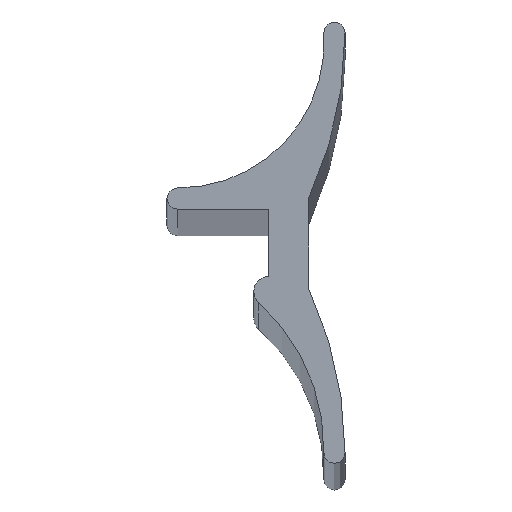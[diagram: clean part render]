
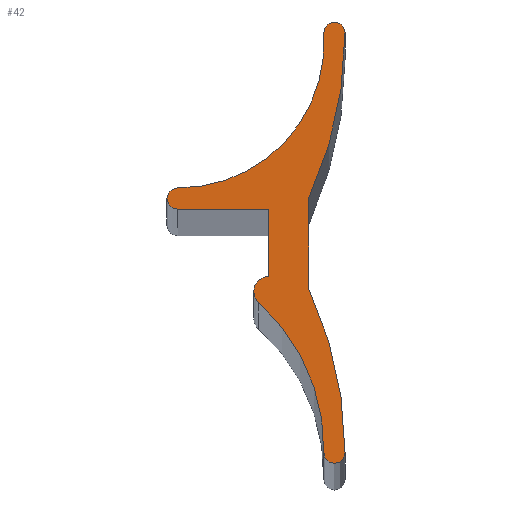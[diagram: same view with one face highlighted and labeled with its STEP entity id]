
A CAD part, top view. The second image highlights one B-rep face of the part: STEP entity #42.
In plain terms, the highlighted planar face has unit normal (0, 0, 1).
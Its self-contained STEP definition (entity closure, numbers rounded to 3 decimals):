
#6 = ORIENTED_EDGE ( 'NONE', *, *, #443, .F. ) ;
#22 = DIRECTION ( 'NONE',  ( 0., 0., -1. ) ) ;
#25 = ORIENTED_EDGE ( 'NONE', *, *, #529, .F. ) ;
#30 = CIRCLE ( 'NONE', #585, 0.35 ) ;
#32 = EDGE_CURVE ( 'NONE', #426, #399, #294, .T. ) ;
#35 = AXIS2_PLACEMENT_3D ( 'NONE', #206, #22, #470 ) ;
#40 = CARTESIAN_POINT ( 'NONE',  ( 12.15, 2., 500. ) ) ;
#42 = ADVANCED_FACE ( 'NONE', ( #329 ), #365, .F. ) ;
#45 = DIRECTION ( 'NONE',  ( -1., 0., 0. ) ) ;
#51 = VERTEX_POINT ( 'NONE', #221 ) ;
#53 = EDGE_CURVE ( 'NONE', #509, #161, #219, .T. ) ;
#56 = ORIENTED_EDGE ( 'NONE', *, *, #53, .F. ) ;
#59 = DIRECTION ( 'NONE',  ( -1., 0., 0. ) ) ;
#66 = EDGE_CURVE ( 'NONE', #362, #441, #324, .T. ) ;
#67 = ORIENTED_EDGE ( 'NONE', *, *, #293, .F. ) ;
#68 = VERTEX_POINT ( 'NONE', #91 ) ;
#77 = DIRECTION ( 'NONE',  ( -1., 0., 0. ) ) ;
#78 = CARTESIAN_POINT ( 'NONE',  ( 11.8, 2., 500. ) ) ;
#81 = CIRCLE ( 'NONE', #183, 0.35 ) ;
#85 = CARTESIAN_POINT ( 'NONE',  ( 7., 10., 500. ) ) ;
#87 = VECTOR ( 'NONE', #582, 1000. ) ;
#90 = DIRECTION ( 'NONE',  ( 0., 0., -1. ) ) ;
#91 = CARTESIAN_POINT ( 'NONE',  ( 11.8, 15.8, 500. ) ) ;
#105 = ORIENTED_EDGE ( 'NONE', *, *, #549, .F. ) ;
#115 = CIRCLE ( 'NONE', #457, 12.753 ) ;
#124 = CARTESIAN_POINT ( 'NONE',  ( 12.5, 2., 500. ) ) ;
#125 = EDGE_CURVE ( 'NONE', #146, #270, #398, .T. ) ;
#126 = CARTESIAN_POINT ( 'NONE',  ( 6.65, 10.35, 500. ) ) ;
#129 = CIRCLE ( 'NONE', #544, 0.35 ) ;
#130 = CARTESIAN_POINT ( 'NONE',  ( 9.667, 6.927, 500. ) ) ;
#131 = DIRECTION ( 'NONE',  ( 0., 0., -1. ) ) ;
#134 = DIRECTION ( 'NONE',  ( -1., 0., 0. ) ) ;
#136 = DIRECTION ( 'NONE',  ( -1., 0., 0. ) ) ;
#144 = CIRCLE ( 'NONE', #35, 0.5 ) ;
#145 = CARTESIAN_POINT ( 'NONE',  ( 12.15, 2., 500. ) ) ;
#146 = VERTEX_POINT ( 'NONE', #506 ) ;
#161 = VERTEX_POINT ( 'NONE', #559 ) ;
#170 = CARTESIAN_POINT ( 'NONE',  ( 11.801, 15.777, 500. ) ) ;
#176 = DIRECTION ( 'NONE',  ( -1., 0., 0. ) ) ;
#177 = ORIENTED_EDGE ( 'NONE', *, *, #589, .F. ) ;
#180 = CARTESIAN_POINT ( 'NONE',  ( 5.419, 10., 500. ) ) ;
#181 = DIRECTION ( 'NONE',  ( -1., 0., 0. ) ) ;
#183 = AXIS2_PLACEMENT_3D ( 'NONE', #145, #191, #420 ) ;
#186 = DIRECTION ( 'NONE',  ( 0., 0., -1. ) ) ;
#189 = ORIENTED_EDGE ( 'NONE', *, *, #202, .F. ) ;
#191 = DIRECTION ( 'NONE',  ( 0., 0., -1. ) ) ;
#196 = CARTESIAN_POINT ( 'NONE',  ( 10., 2.163, 500. ) ) ;
#197 = ORIENTED_EDGE ( 'NONE', *, *, #486, .F. ) ;
#201 = DIRECTION ( 'NONE',  ( 0., 0., 1. ) ) ;
#202 = EDGE_CURVE ( 'NONE', #51, #416, #385, .T. ) ;
#205 = DIRECTION ( 'NONE',  ( 0., 0., -1. ) ) ;
#206 = CARTESIAN_POINT ( 'NONE',  ( 10., 7.3, 500. ) ) ;
#210 = LINE ( 'NONE', #180, #317 ) ;
#219 = LINE ( 'NONE', #266, #87 ) ;
#221 = CARTESIAN_POINT ( 'NONE',  ( 11.8, 2.008, 500. ) ) ;
#222 = EDGE_CURVE ( 'NONE', #355, #146, #144, .T. ) ;
#230 = DIRECTION ( 'NONE',  ( 0., 0., -1. ) ) ;
#237 = AXIS2_PLACEMENT_3D ( 'NONE', #40, #230, #181 ) ;
#244 = AXIS2_PLACEMENT_3D ( 'NONE', #361, #411, #45 ) ;
#247 = CIRCLE ( 'NONE', #468, 12.976 ) ;
#258 = CARTESIAN_POINT ( 'NONE',  ( 12.5, 15.8, 500. ) ) ;
#261 = EDGE_LOOP ( 'NONE', ( #271, #197, #56, #67, #384, #581, #393, #6, #263, #25, #344, #346, #105, #189, #177 ) ) ;
#263 = ORIENTED_EDGE ( 'NONE', *, *, #515, .F. ) ;
#265 = CARTESIAN_POINT ( 'NONE',  ( 7., 10.35, 500. ) ) ;
#266 = CARTESIAN_POINT ( 'NONE',  ( 11.3, 2.163, 500. ) ) ;
#270 = VERTEX_POINT ( 'NONE', #563 ) ;
#271 = ORIENTED_EDGE ( 'NONE', *, *, #32, .F. ) ;
#274 = CARTESIAN_POINT ( 'NONE',  ( 11.3, 10.35, 500. ) ) ;
#282 = CIRCLE ( 'NONE', #334, 0.35 ) ;
#293 = EDGE_CURVE ( 'NONE', #352, #509, #247, .T. ) ;
#294 = CIRCLE ( 'NONE', #237, 0.35 ) ;
#300 = AXIS2_PLACEMENT_3D ( 'NONE', #367, #186, #448 ) ;
#306 = DIRECTION ( 'NONE',  ( 0., 0., -1. ) ) ;
#317 = VECTOR ( 'NONE', #446, 1000. ) ;
#324 = CIRCLE ( 'NONE', #378, 4.769 ) ;
#329 = FACE_OUTER_BOUND ( 'NONE', #261, .T. ) ;
#334 = AXIS2_PLACEMENT_3D ( 'NONE', #407, #588, #136 ) ;
#337 = AXIS2_PLACEMENT_3D ( 'NONE', #447, #131, #176 ) ;
#344 = ORIENTED_EDGE ( 'NONE', *, *, #125, .F. ) ;
#346 = ORIENTED_EDGE ( 'NONE', *, *, #222, .F. ) ;
#352 = VERTEX_POINT ( 'NONE', #258 ) ;
#353 = CIRCLE ( 'NONE', #244, 0.35 ) ;
#355 = VERTEX_POINT ( 'NONE', #522 ) ;
#361 = CARTESIAN_POINT ( 'NONE',  ( 12.15, 15.8, 500. ) ) ;
#362 = VERTEX_POINT ( 'NONE', #170 ) ;
#365 = PLANE ( 'NONE',  #337 ) ;
#367 = CARTESIAN_POINT ( 'NONE',  ( 10., 7.3, 500. ) ) ;
#378 = AXIS2_PLACEMENT_3D ( 'NONE', #505, #561, #59 ) ;
#379 = DIRECTION ( 'NONE',  ( 0., 1., 0. ) ) ;
#383 = DIRECTION ( 'NONE',  ( -1., 0., 0. ) ) ;
#384 = ORIENTED_EDGE ( 'NONE', *, *, #495, .F. ) ;
#385 = CIRCLE ( 'NONE', #429, 6.383 ) ;
#392 = CARTESIAN_POINT ( 'NONE',  ( 5.419, 2.163, 500. ) ) ;
#393 = ORIENTED_EDGE ( 'NONE', *, *, #66, .T. ) ;
#395 = CARTESIAN_POINT ( 'NONE',  ( 7.003, 10.7, 500. ) ) ;
#398 = LINE ( 'NONE', #196, #578 ) ;
#399 = VERTEX_POINT ( 'NONE', #78 ) ;
#403 = DIRECTION ( 'NONE',  ( 0., 0., -1. ) ) ;
#407 = CARTESIAN_POINT ( 'NONE',  ( 7., 10.35, 500. ) ) ;
#411 = DIRECTION ( 'NONE',  ( 0., 0., -1. ) ) ;
#416 = VERTEX_POINT ( 'NONE', #130 ) ;
#419 = VERTEX_POINT ( 'NONE', #126 ) ;
#420 = DIRECTION ( 'NONE',  ( -1., 0., 0. ) ) ;
#426 = VERTEX_POINT ( 'NONE', #124 ) ;
#429 = AXIS2_PLACEMENT_3D ( 'NONE', #392, #201, #77 ) ;
#435 = DIRECTION ( 'NONE',  ( -1., 0., 0. ) ) ;
#441 = VERTEX_POINT ( 'NONE', #395 ) ;
#443 = EDGE_CURVE ( 'NONE', #419, #441, #30, .T. ) ;
#446 = DIRECTION ( 'NONE',  ( -1., 0., 0. ) ) ;
#447 = CARTESIAN_POINT ( 'NONE',  ( 5.419, 2.163, 500. ) ) ;
#448 = DIRECTION ( 'NONE',  ( -1., 0., 0. ) ) ;
#457 = AXIS2_PLACEMENT_3D ( 'NONE', #577, #306, #524 ) ;
#468 = AXIS2_PLACEMENT_3D ( 'NONE', #475, #205, #383 ) ;
#470 = DIRECTION ( 'NONE',  ( -1., 0., 0. ) ) ;
#475 = CARTESIAN_POINT ( 'NONE',  ( -0.476, 15.8, 500. ) ) ;
#481 = VERTEX_POINT ( 'NONE', #85 ) ;
#486 = EDGE_CURVE ( 'NONE', #161, #426, #115, .T. ) ;
#489 = EDGE_CURVE ( 'NONE', #362, #68, #129, .T. ) ;
#495 = EDGE_CURVE ( 'NONE', #68, #352, #353, .T. ) ;
#505 = CARTESIAN_POINT ( 'NONE',  ( 7.042, 15.469, 500. ) ) ;
#506 = CARTESIAN_POINT ( 'NONE',  ( 10., 7.8, 500. ) ) ;
#509 = VERTEX_POINT ( 'NONE', #274 ) ;
#515 = EDGE_CURVE ( 'NONE', #481, #419, #282, .T. ) ;
#522 = CARTESIAN_POINT ( 'NONE',  ( 9.5, 7.3, 500. ) ) ;
#524 = DIRECTION ( 'NONE',  ( -1., 0., 0. ) ) ;
#529 = EDGE_CURVE ( 'NONE', #270, #481, #210, .T. ) ;
#544 = AXIS2_PLACEMENT_3D ( 'NONE', #586, #90, #134 ) ;
#549 = EDGE_CURVE ( 'NONE', #416, #355, #551, .T. ) ;
#551 = CIRCLE ( 'NONE', #300, 0.5 ) ;
#559 = CARTESIAN_POINT ( 'NONE',  ( 11.3, 7.401, 500. ) ) ;
#561 = DIRECTION ( 'NONE',  ( 0., 0., -1. ) ) ;
#563 = CARTESIAN_POINT ( 'NONE',  ( 10., 10., 500. ) ) ;
#577 = CARTESIAN_POINT ( 'NONE',  ( -0.253, 2., 500. ) ) ;
#578 = VECTOR ( 'NONE', #379, 1000. ) ;
#581 = ORIENTED_EDGE ( 'NONE', *, *, #489, .F. ) ;
#582 = DIRECTION ( 'NONE',  ( 0., -1., 0. ) ) ;
#585 = AXIS2_PLACEMENT_3D ( 'NONE', #265, #403, #435 ) ;
#586 = CARTESIAN_POINT ( 'NONE',  ( 12.15, 15.8, 500. ) ) ;
#588 = DIRECTION ( 'NONE',  ( 0., 0., -1. ) ) ;
#589 = EDGE_CURVE ( 'NONE', #399, #51, #81, .T. ) ;
